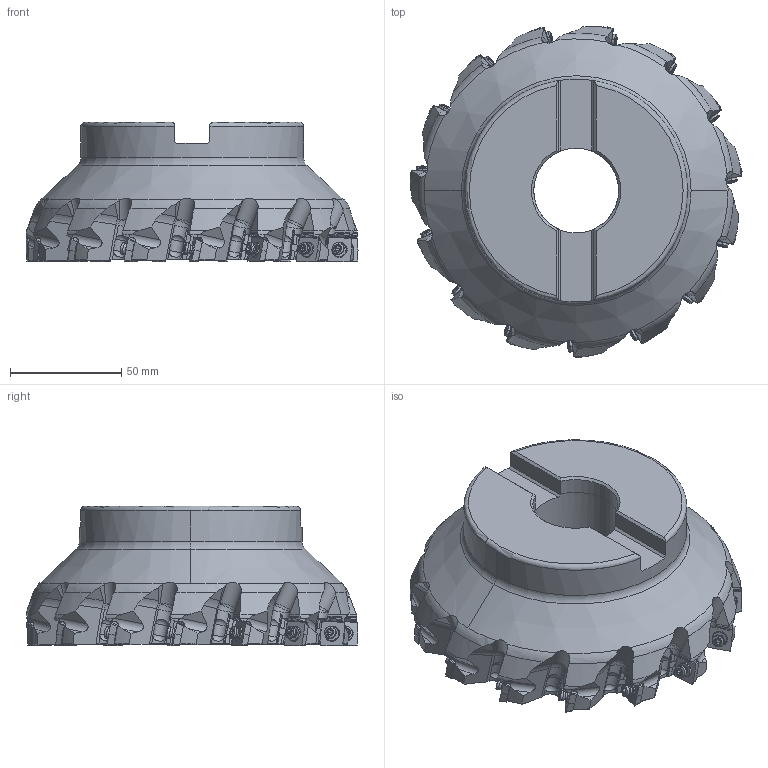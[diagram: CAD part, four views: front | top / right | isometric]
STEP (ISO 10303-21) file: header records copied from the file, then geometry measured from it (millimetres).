
FILE_DESCRIPTION(/* description */ (''),/* implementation_level */ '2;1');
FILE_NAME(/* name */ 'ASX400R0615E.stp',/* time_stamp */ '2021-09-08T11:41:55+09:00',/* author */ (''),/* organization */ (''),/* preprocessor_version */ 'ST-DEVELOPER v16',/* originating_system */ 'SIEMENS PLM Software NX 10.0',/* authorisation */ '');
FILE_SCHEMA (('AUTOMOTIVE_DESIGN { 1 0 10303 214 3 1 1 1 }'));
Products named in the file (1): ASX400R0615E_ASM
Bounding box: 149.02 x 148.7 x 62.72 mm (x, y, z)
Volume: 526867.9 mm3; surface area: 74512.6 mm2
Topology: 46 solids, 46 shells, 2242 faces, 6475 edges, 4407 vertices
Faces by surface type: plane 905, cylinder 760, cone 297, torus 115, sphere 75, extrusion 60, bspline 30
Entity records: 90739 total; most frequent: CARTESIAN_POINT 31771, ORIENTED_EDGE 12620, DIRECTION 11396, EDGE_CURVE 6310, AXIS2_PLACEMENT_3D 4316, VERTEX_POINT 4250, VECTOR 2764, LINE 2704
